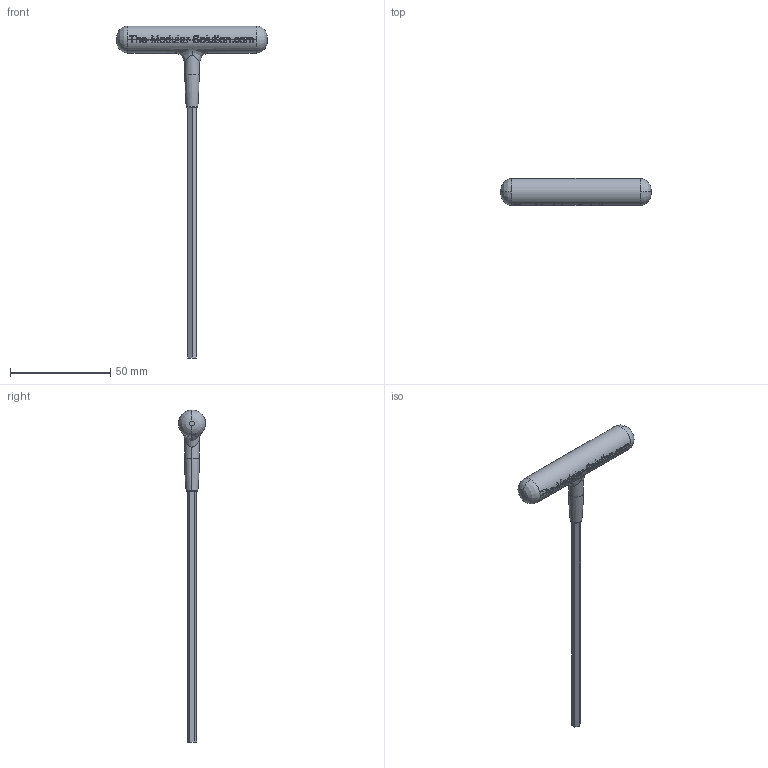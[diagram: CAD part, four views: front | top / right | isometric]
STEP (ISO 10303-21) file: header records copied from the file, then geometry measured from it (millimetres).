
FILE_DESCRIPTION (( 'STEP AP203' ), '1' );
FILE_NAME ('23-004-0.step', '2022-02-08T17:04:26', ( '' ), ( '' ), 'SwSTEP 2.0', 'SolidWorks 2021', '' );
FILE_SCHEMA (( 'CONFIG_CONTROL_DESIGN' ));
Length unit declared in the file: millimetre
Products named in the file (1): 23-004-0
Bounding box: 75 x 13.53 x 165.75 mm (x, y, z)
Volume: 13204.9 mm3; surface area: 5947.3 mm2
Topology: 27 solids, 27 shells, 461 faces, 1214 edges, 808 vertices
Faces by surface type: bspline 268, plane 162, cylinder 29, torus 2
Entity records: 20129 total; most frequent: CARTESIAN_POINT 10484, ORIENTED_EDGE 2428, EDGE_CURVE 1214, DIRECTION 1138, VERTEX_POINT 808, LINE 584, VECTOR 584, B_SPLINE_CURVE_WITH_KNOTS 528
